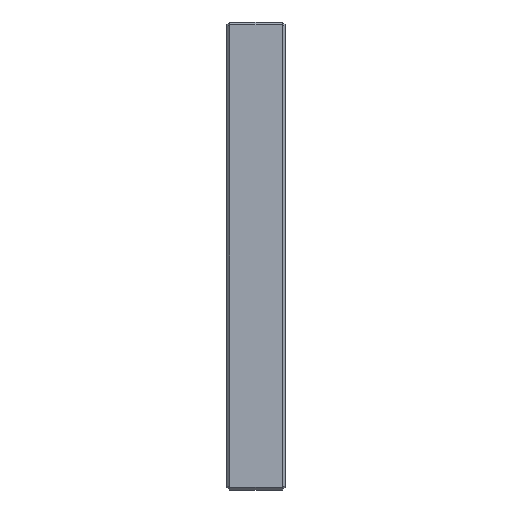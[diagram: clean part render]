
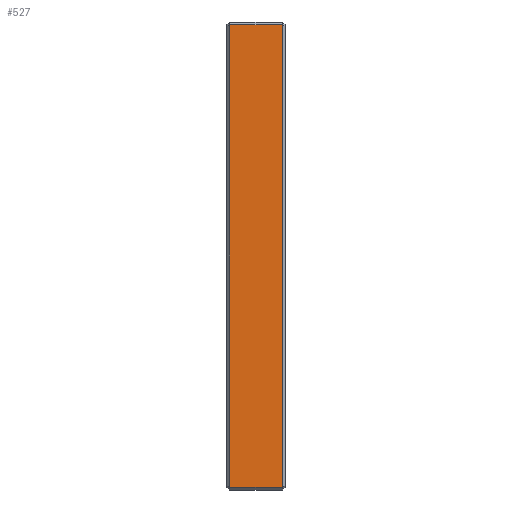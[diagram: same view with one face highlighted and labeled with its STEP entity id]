
A CAD part, left-side view. The second image highlights one B-rep face of the part: STEP entity #527.
In plain terms, the highlighted planar face has unit normal (-1, 0, 0).
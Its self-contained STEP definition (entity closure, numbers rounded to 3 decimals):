
#106 = LINE ( 'NONE', #1281, #644 ) ;
#166 = VECTOR ( 'NONE', #211, 1000. ) ;
#202 = FACE_OUTER_BOUND ( 'NONE', #777, .T. ) ;
#211 = DIRECTION ( 'NONE',  ( 0., -1., 0. ) ) ;
#312 = DIRECTION ( 'NONE',  ( 1., 0., 0. ) ) ;
#341 = EDGE_CURVE ( 'NONE', #943, #754, #106, .T. ) ;
#481 = DIRECTION ( 'NONE',  ( 0., 0., 1. ) ) ;
#527 = ADVANCED_FACE ( 'NONE', ( #202 ), #1216, .F. ) ;
#581 = CARTESIAN_POINT ( 'NONE',  ( -50., 5., -40. ) ) ;
#611 = DIRECTION ( 'NONE',  ( 0., 1., 0. ) ) ;
#616 = CARTESIAN_POINT ( 'NONE',  ( -50., -4.5, -39.5 ) ) ;
#644 = VECTOR ( 'NONE', #926, 1000. ) ;
#709 = CARTESIAN_POINT ( 'NONE',  ( -50., 5., -39.5 ) ) ;
#732 = EDGE_CURVE ( 'NONE', #754, #1632, #745, .T. ) ;
#742 = CARTESIAN_POINT ( 'NONE',  ( -50., 4.5, 39.5 ) ) ;
#745 = LINE ( 'NONE', #709, #166 ) ;
#754 = VERTEX_POINT ( 'NONE', #840 ) ;
#777 = EDGE_LOOP ( 'NONE', ( #1009, #1420, #1497, #1411 ) ) ;
#819 = CARTESIAN_POINT ( 'NONE',  ( -50., -4.5, 39.5 ) ) ;
#840 = CARTESIAN_POINT ( 'NONE',  ( -50., 4.5, -39.5 ) ) ;
#868 = AXIS2_PLACEMENT_3D ( 'NONE', #581, #312, #1086 ) ;
#894 = VECTOR ( 'NONE', #481, 1000. ) ;
#926 = DIRECTION ( 'NONE',  ( 0., 0., -1. ) ) ;
#943 = VERTEX_POINT ( 'NONE', #742 ) ;
#1009 = ORIENTED_EDGE ( 'NONE', *, *, #732, .T. ) ;
#1072 = VECTOR ( 'NONE', #611, 1000. ) ;
#1086 = DIRECTION ( 'NONE',  ( 0., 0., -1. ) ) ;
#1134 = VERTEX_POINT ( 'NONE', #819 ) ;
#1216 = PLANE ( 'NONE',  #868 ) ;
#1281 = CARTESIAN_POINT ( 'NONE',  ( -50., 4.5, -39.5 ) ) ;
#1372 = CARTESIAN_POINT ( 'NONE',  ( -50., -4.5, -40. ) ) ;
#1411 = ORIENTED_EDGE ( 'NONE', *, *, #341, .T. ) ;
#1420 = ORIENTED_EDGE ( 'NONE', *, *, #1651, .T. ) ;
#1497 = ORIENTED_EDGE ( 'NONE', *, *, #1564, .T. ) ;
#1553 = LINE ( 'NONE', #1635, #1072 ) ;
#1564 = EDGE_CURVE ( 'NONE', #1134, #943, #1553, .T. ) ;
#1632 = VERTEX_POINT ( 'NONE', #616 ) ;
#1635 = CARTESIAN_POINT ( 'NONE',  ( -50., 5., 39.5 ) ) ;
#1641 = LINE ( 'NONE', #1372, #894 ) ;
#1651 = EDGE_CURVE ( 'NONE', #1632, #1134, #1641, .T. ) ;
